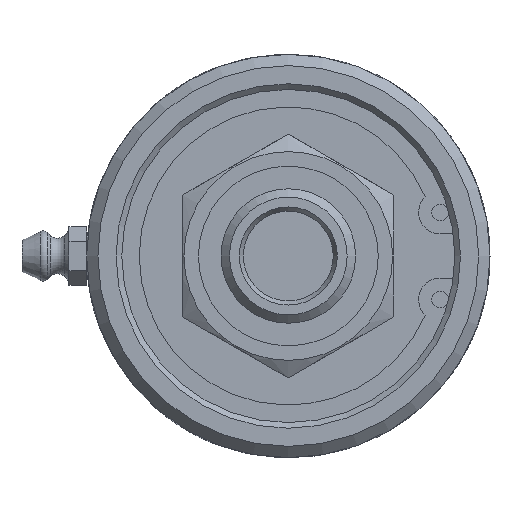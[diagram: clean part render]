
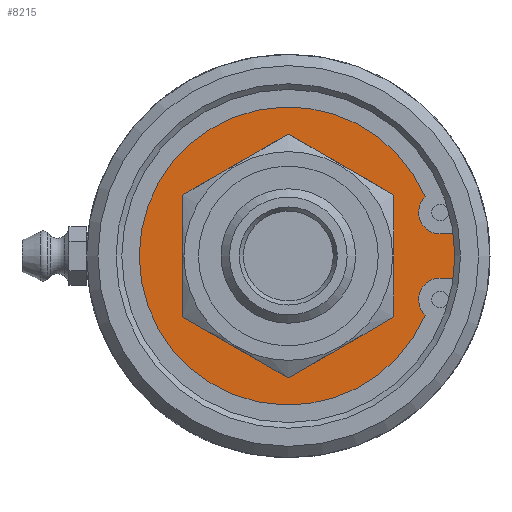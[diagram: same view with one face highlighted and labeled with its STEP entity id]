
A CAD part, left-side view. The second image highlights one B-rep face of the part: STEP entity #8215.
In plain terms, the highlighted planar face has unit normal (-1, 0, 0).
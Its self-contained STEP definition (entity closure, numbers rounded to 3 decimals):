
#319=FACE_BOUND('',#2862,.T.);
#763=LINE('',#57479,#1214);
#768=LINE('',#57497,#1219);
#1214=VECTOR('',#10235,10.);
#1219=VECTOR('',#10250,10.);
#1695=CIRCLE('',#8743,3.048);
#1696=CIRCLE('',#8745,3.048);
#1697=CIRCLE('',#8747,21.057);
#1730=CIRCLE('',#8807,13.9);
#1731=CIRCLE('',#8808,13.9);
#1759=CIRCLE('',#8859,25.375);
#1927=PLANE('',#8858);
#2353=FACE_OUTER_BOUND('',#2861,.T.);
#2861=EDGE_LOOP('',(#7546,#7547,#7548,#7549,#7550,#7551));
#2862=EDGE_LOOP('',(#7552,#7553));
#3942=VERTEX_POINT('',#57476);
#3943=VERTEX_POINT('',#57478);
#3947=VERTEX_POINT('',#57494);
#3948=VERTEX_POINT('',#57496);
#3949=VERTEX_POINT('',#57500);
#3950=VERTEX_POINT('',#57504);
#4001=VERTEX_POINT('',#57763);
#4002=VERTEX_POINT('',#57764);
#5080=EDGE_CURVE('',#3943,#3942,#763,.T.);
#5088=EDGE_CURVE('',#3948,#3947,#768,.T.);
#5090=EDGE_CURVE('',#3949,#3943,#1695,.T.);
#5092=EDGE_CURVE('',#3947,#3950,#1696,.T.);
#5094=EDGE_CURVE('',#3950,#3949,#1697,.T.);
#5164=EDGE_CURVE('',#4001,#4002,#1730,.T.);
#5165=EDGE_CURVE('',#4002,#4001,#1731,.T.);
#5213=EDGE_CURVE('',#3942,#3948,#1759,.T.);
#7546=ORIENTED_EDGE('',*,*,#5080,.T.);
#7547=ORIENTED_EDGE('',*,*,#5213,.T.);
#7548=ORIENTED_EDGE('',*,*,#5088,.T.);
#7549=ORIENTED_EDGE('',*,*,#5092,.T.);
#7550=ORIENTED_EDGE('',*,*,#5094,.T.);
#7551=ORIENTED_EDGE('',*,*,#5090,.T.);
#7552=ORIENTED_EDGE('',*,*,#5164,.T.);
#7553=ORIENTED_EDGE('',*,*,#5165,.T.);
#8215=ADVANCED_FACE('',(#2353,#319),#1927,.F.);
#8743=AXIS2_PLACEMENT_3D('',#57501,#10254,#10255);
#8745=AXIS2_PLACEMENT_3D('',#57505,#10259,#10260);
#8747=AXIS2_PLACEMENT_3D('',#57508,#10264,#10265);
#8807=AXIS2_PLACEMENT_3D('',#57765,#10401,#10402);
#8808=AXIS2_PLACEMENT_3D('',#57766,#10403,#10404);
#8858=AXIS2_PLACEMENT_3D('',#57921,#10518,#10519);
#8859=AXIS2_PLACEMENT_3D('',#57922,#10520,#10521);
#10235=DIRECTION('',(0.,-1.,0.));
#10250=DIRECTION('',(0.,1.,0.));
#10254=DIRECTION('center_axis',(1.,0.,0.));
#10255=DIRECTION('ref_axis',(0.,0.,1.));
#10259=DIRECTION('center_axis',(1.,0.,0.));
#10260=DIRECTION('ref_axis',(0.,-0.961,0.276));
#10264=DIRECTION('center_axis',(-1.,0.,0.));
#10265=DIRECTION('ref_axis',(0.,0.,-1.));
#10401=DIRECTION('center_axis',(1.,0.,0.));
#10402=DIRECTION('ref_axis',(0.,1.,0.));
#10403=DIRECTION('center_axis',(1.,0.,0.));
#10404=DIRECTION('ref_axis',(0.,1.,0.));
#10518=DIRECTION('center_axis',(1.,0.,0.));
#10519=DIRECTION('ref_axis',(0.,0.,-1.));
#10520=DIRECTION('center_axis',(-1.,0.,0.));
#10521=DIRECTION('ref_axis',(0.,1.,0.));
#57476=CARTESIAN_POINT('',(3.978,-25.184,-3.112));
#57478=CARTESIAN_POINT('',(3.978,-21.461,-3.112));
#57479=CARTESIAN_POINT('',(3.978,-3.137,-3.112));
#57494=CARTESIAN_POINT('',(3.978,-21.461,3.112));
#57496=CARTESIAN_POINT('',(3.978,-25.184,3.112));
#57497=CARTESIAN_POINT('',(3.978,-1.275,3.112));
#57500=CARTESIAN_POINT('',(3.978,-19.334,-8.343));
#57501=CARTESIAN_POINT('Origin',(3.978,-21.461,-6.16));
#57504=CARTESIAN_POINT('',(3.978,-19.334,8.343));
#57505=CARTESIAN_POINT('Origin',(3.978,-21.461,6.16));
#57508=CARTESIAN_POINT('Origin',(3.978,0.,0.));
#57763=CARTESIAN_POINT('',(3.978,13.9,0.));
#57764=CARTESIAN_POINT('',(3.978,-13.9,0.));
#57765=CARTESIAN_POINT('Origin',(3.978,0.,0.));
#57766=CARTESIAN_POINT('Origin',(3.978,0.,0.));
#57921=CARTESIAN_POINT('Origin',(3.978,18.91,0.));
#57922=CARTESIAN_POINT('Origin',(3.978,0.,0.));
